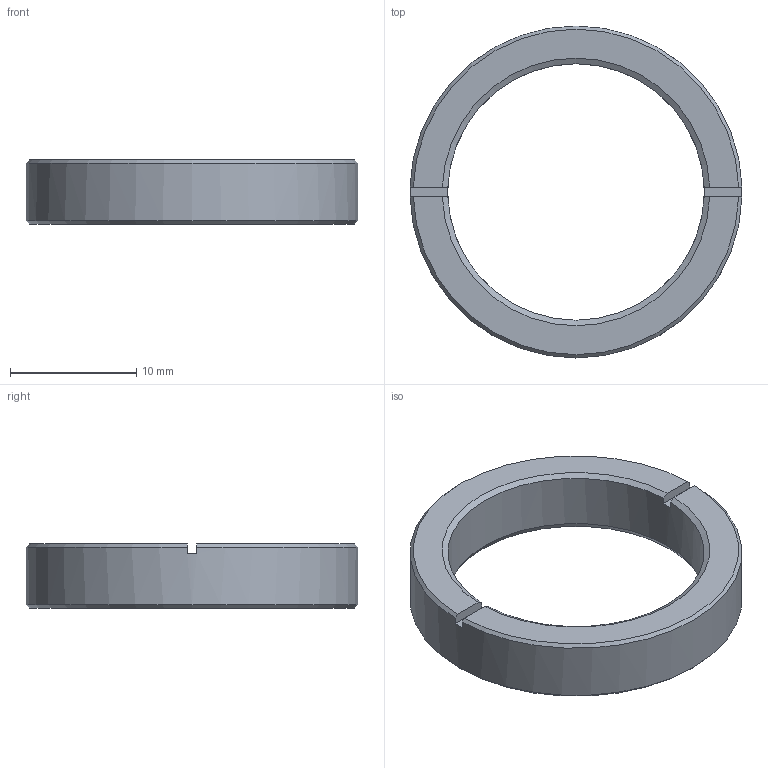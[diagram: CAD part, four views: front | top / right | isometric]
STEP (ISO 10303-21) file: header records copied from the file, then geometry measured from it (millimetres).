
FILE_DESCRIPTION(/* description */ (''),/* implementation_level */ '2;1');
FILE_NAME(/* name */ 'Objective - Adapter(SM1A3).step',/* time_stamp */ '2024-06-17T21:29:41-04:00',/* author */ (''),/* organization */ (''),/* preprocessor_version */ 'ST-DEVELOPER v20',/* originating_system */ 'Autodesk Translation Framework v12.20.1.177',/* authorisation */ '');
FILE_SCHEMA (('AUTOMOTIVE_DESIGN { 1 0 10303 214 3 1 1 }'));
Length unit declared in the file: millimetre
Products named in the file (1): Objective - Adapter(SM1A3)
Bounding box: 26.29 x 26.29 x 5.08 mm (x, y, z)
Volume: 1094.2 mm3; surface area: 1139.6 mm2
Topology: 1 solids, 1 shells, 17 faces, 47 edges, 31 vertices
Faces by surface type: plane 9, cone 6, cylinder 2
Full cylindrical faces by diameter (mm): 20.32 x1, 26.289 x1
Entity records: 627 total; most frequent: DIRECTION 102, CARTESIAN_POINT 96, ORIENTED_EDGE 94, EDGE_CURVE 47, AXIS2_PLACEMENT_3D 37, VERTEX_POINT 31, LINE 28, VECTOR 28
